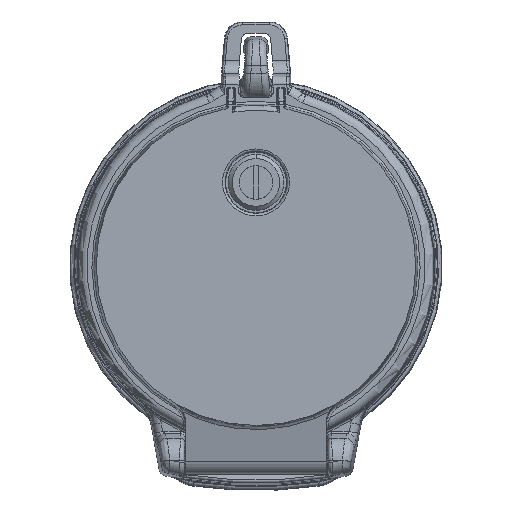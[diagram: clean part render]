
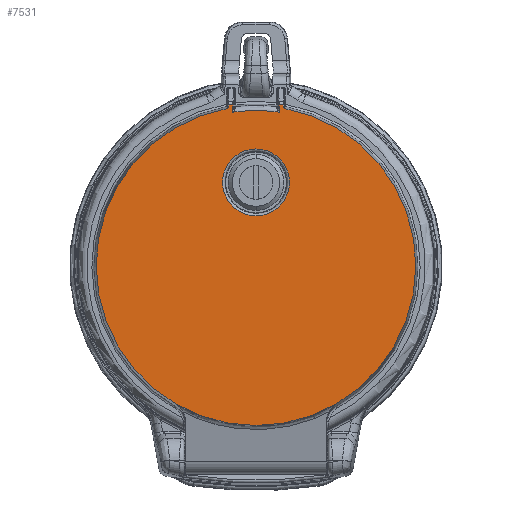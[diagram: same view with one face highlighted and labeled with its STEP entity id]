
A CAD part, top view. The second image highlights one B-rep face of the part: STEP entity #7531.
In plain terms, the highlighted planar face has unit normal (0, 0, 1).
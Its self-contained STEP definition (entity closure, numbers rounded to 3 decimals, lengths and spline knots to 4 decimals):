
#7531=ADVANCED_FACE('',(#10634,#10635),#9124,.T.);
#9124=PLANE('',#54136);
#10170=B_SPLINE_CURVE_WITH_KNOTS('',3,(#104194,#104195,#104196,#104197,
#104198,#104199,#104200,#104201,#104202,#104203,#104204,#104205,#104206,
#104207,#104208,#104209),.UNSPECIFIED.,.F.,.F.,(4,3,3,3,3,4),(0.,0.0052,
0.0799,0.5099,0.754,1.),.UNSPECIFIED.);
#10171=B_SPLINE_CURVE_WITH_KNOTS('',3,(#104211,#104212,#104213,#104214,
#104215,#104216,#104217,#104218,#104219,#104220,#104221,#104222,#104223,
#104224,#104225,#104226),.UNSPECIFIED.,.F.,.F.,(4,3,3,3,3,4),(0.,0.246,
0.4901,0.9201,0.9948,1.),.UNSPECIFIED.);
#10634=FACE_BOUND('',#12850,.T.);
#10635=FACE_BOUND('',#12851,.T.);
#12850=EDGE_LOOP('',(#34069,#34070,#34071,#34072,#34073,#34074,#34075,#34076,
#34077,#34078));
#12851=EDGE_LOOP('',(#34079));
#16823=LINE('',#104228,#21399);
#16824=LINE('',#104230,#21400);
#16825=LINE('',#104232,#21401);
#16826=LINE('',#104236,#21402);
#16827=LINE('',#104238,#21403);
#16828=LINE('',#104240,#21404);
#21399=VECTOR('',#64605,1.);
#21400=VECTOR('',#64606,1.);
#21401=VECTOR('',#64607,1.);
#21402=VECTOR('',#64610,1.);
#21403=VECTOR('',#64611,1.);
#21404=VECTOR('',#64612,1.);
#34069=ORIENTED_EDGE('',*,*,#48210,.T.);
#34070=ORIENTED_EDGE('',*,*,#47913,.F.);
#34071=ORIENTED_EDGE('',*,*,#48211,.T.);
#34072=ORIENTED_EDGE('',*,*,#48212,.T.);
#34073=ORIENTED_EDGE('',*,*,#48213,.T.);
#34074=ORIENTED_EDGE('',*,*,#48214,.T.);
#34075=ORIENTED_EDGE('',*,*,#48215,.T.);
#34076=ORIENTED_EDGE('',*,*,#48216,.T.);
#34077=ORIENTED_EDGE('',*,*,#48217,.T.);
#34078=ORIENTED_EDGE('',*,*,#48218,.T.);
#34079=ORIENTED_EDGE('',*,*,#48219,.T.);
#41182=VERTEX_POINT('',#102511);
#41183=VERTEX_POINT('',#102512);
#41370=VERTEX_POINT('',#104210);
#41371=VERTEX_POINT('',#104227);
#41372=VERTEX_POINT('',#104229);
#41373=VERTEX_POINT('',#104231);
#41374=VERTEX_POINT('',#104233);
#41375=VERTEX_POINT('',#104235);
#41376=VERTEX_POINT('',#104237);
#41377=VERTEX_POINT('',#104239);
#41378=VERTEX_POINT('',#104242);
#47913=EDGE_CURVE('',#41182,#41183,#50673,.T.);
#48210=EDGE_CURVE('',#41370,#41183,#10170,.T.);
#48211=EDGE_CURVE('',#41182,#41371,#10171,.T.);
#48212=EDGE_CURVE('',#41371,#41372,#16823,.T.);
#48213=EDGE_CURVE('',#41372,#41373,#16824,.T.);
#48214=EDGE_CURVE('',#41373,#41374,#16825,.T.);
#48215=EDGE_CURVE('',#41374,#41375,#50757,.T.);
#48216=EDGE_CURVE('',#41375,#41376,#16826,.T.);
#48217=EDGE_CURVE('',#41376,#41377,#16827,.T.);
#48218=EDGE_CURVE('',#41377,#41370,#16828,.T.);
#48219=EDGE_CURVE('',#41378,#41378,#50758,.T.);
#50673=CIRCLE('',#53939,2.25);
#50757=CIRCLE('',#54134,2.1859);
#50758=CIRCLE('',#54135,0.471);
#53939=AXIS2_PLACEMENT_3D('',#102510,#64124,#64125);
#54134=AXIS2_PLACEMENT_3D('',#104234,#64608,#64609);
#54135=AXIS2_PLACEMENT_3D('',#104241,#64613,#64614);
#54136=AXIS2_PLACEMENT_3D('',#104243,#64615,#64616);
#64124=DIRECTION('',(0.,0.,-1.));
#64125=DIRECTION('',(1.,0.,0.));
#64605=DIRECTION('',(0.,1.,0.));
#64606=DIRECTION('',(-1.,0.,0.));
#64607=DIRECTION('',(0.,-1.,0.));
#64608=DIRECTION('',(0.,0.,1.));
#64609=DIRECTION('',(1.,0.,0.));
#64610=DIRECTION('',(0.,1.,0.));
#64611=DIRECTION('',(-1.,0.,0.));
#64612=DIRECTION('',(0.,-1.,0.));
#64613=DIRECTION('',(0.,0.,-1.));
#64614=DIRECTION('',(1.,0.,0.));
#64615=DIRECTION('',(0.,0.,1.));
#64616=DIRECTION('',(1.,0.,0.));
#102510=CARTESIAN_POINT('',(0.,0.,0.5975));
#102511=CARTESIAN_POINT('',(0.4069,2.2129,0.5975));
#102512=CARTESIAN_POINT('',(-0.4069,2.2129,0.5975));
#104194=CARTESIAN_POINT('',(-0.3829,2.2358,0.5975));
#104195=CARTESIAN_POINT('',(-0.383,2.2357,0.5975));
#104196=CARTESIAN_POINT('',(-0.383,2.2357,0.5975));
#104197=CARTESIAN_POINT('',(-0.383,2.2356,0.5975));
#104198=CARTESIAN_POINT('',(-0.3834,2.2348,0.5975));
#104199=CARTESIAN_POINT('',(-0.3838,2.2341,0.5975));
#104200=CARTESIAN_POINT('',(-0.3842,2.2333,0.5975));
#104201=CARTESIAN_POINT('',(-0.3865,2.229,0.5975));
#104202=CARTESIAN_POINT('',(-0.3891,2.2246,0.5975));
#104203=CARTESIAN_POINT('',(-0.3925,2.2211,0.5975));
#104204=CARTESIAN_POINT('',(-0.3944,2.2191,0.5975));
#104205=CARTESIAN_POINT('',(-0.3966,2.2172,0.5975));
#104206=CARTESIAN_POINT('',(-0.399,2.2158,0.5975));
#104207=CARTESIAN_POINT('',(-0.4015,2.2144,0.5975));
#104208=CARTESIAN_POINT('',(-0.4042,2.2134,0.5975));
#104209=CARTESIAN_POINT('',(-0.4069,2.2129,0.5975));
#104210=CARTESIAN_POINT('',(-0.3829,2.2358,0.5975));
#104211=CARTESIAN_POINT('',(0.4069,2.2129,0.5975));
#104212=CARTESIAN_POINT('',(0.4042,2.2134,0.5975));
#104213=CARTESIAN_POINT('',(0.4015,2.2144,0.5975));
#104214=CARTESIAN_POINT('',(0.399,2.2158,0.5975));
#104215=CARTESIAN_POINT('',(0.3966,2.2172,0.5975));
#104216=CARTESIAN_POINT('',(0.3944,2.2191,0.5975));
#104217=CARTESIAN_POINT('',(0.3925,2.2211,0.5975));
#104218=CARTESIAN_POINT('',(0.3891,2.2246,0.5975));
#104219=CARTESIAN_POINT('',(0.3865,2.229,0.5975));
#104220=CARTESIAN_POINT('',(0.3842,2.2333,0.5975));
#104221=CARTESIAN_POINT('',(0.3838,2.2341,0.5975));
#104222=CARTESIAN_POINT('',(0.3834,2.2348,0.5975));
#104223=CARTESIAN_POINT('',(0.383,2.2356,0.5975));
#104224=CARTESIAN_POINT('',(0.383,2.2357,0.5975));
#104225=CARTESIAN_POINT('',(0.383,2.2357,0.5975));
#104226=CARTESIAN_POINT('',(0.3829,2.2358,0.5975));
#104227=CARTESIAN_POINT('',(0.3829,2.2358,0.5975));
#104228=CARTESIAN_POINT('',(0.3829,0.,0.5975));
#104229=CARTESIAN_POINT('',(0.3829,2.2629,0.5975));
#104230=CARTESIAN_POINT('',(0.,2.2629,0.5975));
#104231=CARTESIAN_POINT('',(0.3253,2.2629,0.5975));
#104232=CARTESIAN_POINT('',(0.3253,2.163,0.5975));
#104233=CARTESIAN_POINT('',(0.3253,2.1615,0.5975));
#104234=CARTESIAN_POINT('',(0.,0.,0.5975));
#104235=CARTESIAN_POINT('',(-0.3253,2.1615,0.5975));
#104236=CARTESIAN_POINT('',(-0.3253,0.,0.5975));
#104237=CARTESIAN_POINT('',(-0.3253,2.2629,0.5975));
#104238=CARTESIAN_POINT('',(0.,2.2629,0.5975));
#104239=CARTESIAN_POINT('',(-0.3829,2.2629,0.5975));
#104240=CARTESIAN_POINT('',(-0.3829,2.1503,0.5975));
#104241=CARTESIAN_POINT('',(0.,1.1725,0.5975));
#104242=CARTESIAN_POINT('',(0.471,1.1725,0.5975));
#104243=CARTESIAN_POINT('',(0.,0.,0.5975));
